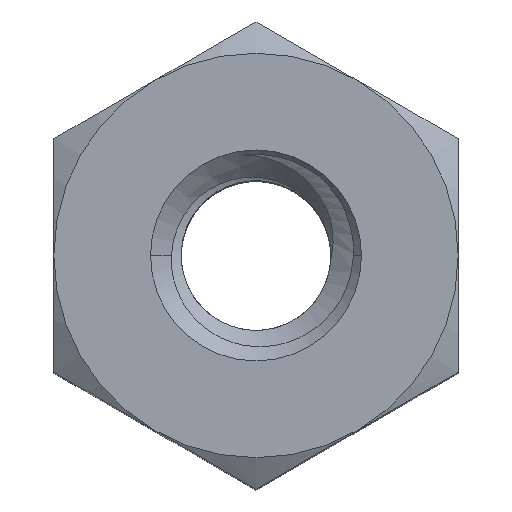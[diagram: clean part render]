
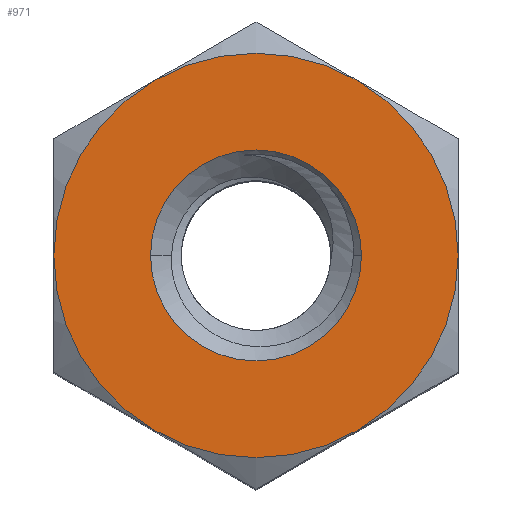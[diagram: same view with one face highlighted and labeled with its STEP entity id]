
A CAD part, top view. The second image highlights one B-rep face of the part: STEP entity #971.
In plain terms, the highlighted planar face has unit normal (0, 0, 1).
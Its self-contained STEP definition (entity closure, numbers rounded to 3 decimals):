
#12 = EDGE_CURVE ( 'NONE', #402, #262, #339, .T. ) ;
#207 = CIRCLE ( 'NONE', #1357, 2. ) ;
#224 = CARTESIAN_POINT ( 'NONE',  ( 1., 1.732, 0. ) ) ;
#262 = VERTEX_POINT ( 'NONE', #224 ) ;
#282 = CARTESIAN_POINT ( 'NONE',  ( 1.043, 0., 0. ) ) ;
#303 = EDGE_LOOP ( 'NONE', ( #932, #3024, #2701, #1844, #1255, #2145 ) ) ;
#339 = CIRCLE ( 'NONE', #2261, 2. ) ;
#344 = CIRCLE ( 'NONE', #1433, 1.043 ) ;
#381 = DIRECTION ( 'NONE',  ( 1., 0., 0. ) ) ;
#402 = VERTEX_POINT ( 'NONE', #1001 ) ;
#439 = CARTESIAN_POINT ( 'NONE',  ( 0., 0., 0. ) ) ;
#511 = DIRECTION ( 'NONE',  ( 0., 0., 1. ) ) ;
#666 = DIRECTION ( 'NONE',  ( 0., 0., 1. ) ) ;
#745 = DIRECTION ( 'NONE',  ( 0., 0., 1. ) ) ;
#759 = EDGE_CURVE ( 'NONE', #3534, #2019, #1056, .T. ) ;
#852 = CARTESIAN_POINT ( 'NONE',  ( 0., 0., 0. ) ) ;
#898 = AXIS2_PLACEMENT_3D ( 'NONE', #852, #2918, #3543 ) ;
#932 = ORIENTED_EDGE ( 'NONE', *, *, #1110, .T. ) ;
#971 = ADVANCED_FACE ( 'NONE', ( #1949, #1624 ), #2836, .T. ) ;
#987 = CARTESIAN_POINT ( 'NONE',  ( -1., -1.732, 0. ) ) ;
#1001 = CARTESIAN_POINT ( 'NONE',  ( 2., 0., 0. ) ) ;
#1024 = CARTESIAN_POINT ( 'NONE',  ( 0., 0., 0. ) ) ;
#1031 = DIRECTION ( 'NONE',  ( 0., 0., 1. ) ) ;
#1056 = CIRCLE ( 'NONE', #898, 1.043 ) ;
#1110 = EDGE_CURVE ( 'NONE', #1446, #402, #207, .T. ) ;
#1171 = CIRCLE ( 'NONE', #1580, 2. ) ;
#1255 = ORIENTED_EDGE ( 'NONE', *, *, #2191, .T. ) ;
#1265 = CARTESIAN_POINT ( 'NONE',  ( -2., 0., 0. ) ) ;
#1333 = AXIS2_PLACEMENT_3D ( 'NONE', #1666, #3712, #1932 ) ;
#1357 = AXIS2_PLACEMENT_3D ( 'NONE', #1024, #3711, #381 ) ;
#1358 = DIRECTION ( 'NONE',  ( 1., 0., 0. ) ) ;
#1379 = EDGE_CURVE ( 'NONE', #262, #2641, #1906, .T. ) ;
#1433 = AXIS2_PLACEMENT_3D ( 'NONE', #3661, #1585, #2161 ) ;
#1446 = VERTEX_POINT ( 'NONE', #3365 ) ;
#1475 = EDGE_CURVE ( 'NONE', #2019, #3534, #344, .T. ) ;
#1518 = DIRECTION ( 'NONE',  ( 0., 0., 1. ) ) ;
#1522 = CARTESIAN_POINT ( 'NONE',  ( -1., 1.732, 0. ) ) ;
#1559 = DIRECTION ( 'NONE',  ( 1., 0., 0. ) ) ;
#1580 = AXIS2_PLACEMENT_3D ( 'NONE', #2314, #511, #2603 ) ;
#1585 = DIRECTION ( 'NONE',  ( 0., 0., 1. ) ) ;
#1624 = FACE_OUTER_BOUND ( 'NONE', #303, .T. ) ;
#1634 = AXIS2_PLACEMENT_3D ( 'NONE', #3739, #1031, #1358 ) ;
#1635 = VERTEX_POINT ( 'NONE', #1265 ) ;
#1666 = CARTESIAN_POINT ( 'NONE',  ( 0., 0., 0. ) ) ;
#1844 = ORIENTED_EDGE ( 'NONE', *, *, #3799, .T. ) ;
#1890 = CARTESIAN_POINT ( 'NONE',  ( 0., 0., 0. ) ) ;
#1906 = CIRCLE ( 'NONE', #3425, 2. ) ;
#1924 = DIRECTION ( 'NONE',  ( 1., 0., 0. ) ) ;
#1932 = DIRECTION ( 'NONE',  ( 1., 0., 0. ) ) ;
#1949 = FACE_BOUND ( 'NONE', #3030, .T. ) ;
#2019 = VERTEX_POINT ( 'NONE', #282 ) ;
#2063 = VERTEX_POINT ( 'NONE', #987 ) ;
#2145 = ORIENTED_EDGE ( 'NONE', *, *, #2922, .T. ) ;
#2161 = DIRECTION ( 'NONE',  ( 1., 0., 0. ) ) ;
#2191 = EDGE_CURVE ( 'NONE', #1635, #2063, #2771, .T. ) ;
#2231 = ORIENTED_EDGE ( 'NONE', *, *, #759, .F. ) ;
#2261 = AXIS2_PLACEMENT_3D ( 'NONE', #439, #745, #1924 ) ;
#2314 = CARTESIAN_POINT ( 'NONE',  ( 0., 0., 0. ) ) ;
#2603 = DIRECTION ( 'NONE',  ( 1., 0., 0. ) ) ;
#2641 = VERTEX_POINT ( 'NONE', #1522 ) ;
#2671 = AXIS2_PLACEMENT_3D ( 'NONE', #1890, #666, #1559 ) ;
#2678 = CARTESIAN_POINT ( 'NONE',  ( 0., 0., 0. ) ) ;
#2693 = DIRECTION ( 'NONE',  ( 1., 0., 0. ) ) ;
#2701 = ORIENTED_EDGE ( 'NONE', *, *, #1379, .T. ) ;
#2771 = CIRCLE ( 'NONE', #1333, 2. ) ;
#2836 = PLANE ( 'NONE',  #1634 ) ;
#2918 = DIRECTION ( 'NONE',  ( 0., 0., 1. ) ) ;
#2922 = EDGE_CURVE ( 'NONE', #2063, #1446, #3875, .T. ) ;
#3024 = ORIENTED_EDGE ( 'NONE', *, *, #12, .T. ) ;
#3030 = EDGE_LOOP ( 'NONE', ( #3165, #2231 ) ) ;
#3165 = ORIENTED_EDGE ( 'NONE', *, *, #1475, .F. ) ;
#3365 = CARTESIAN_POINT ( 'NONE',  ( 1., -1.732, 0. ) ) ;
#3425 = AXIS2_PLACEMENT_3D ( 'NONE', #2678, #1518, #2693 ) ;
#3534 = VERTEX_POINT ( 'NONE', #3660 ) ;
#3543 = DIRECTION ( 'NONE',  ( 1., 0., 0. ) ) ;
#3660 = CARTESIAN_POINT ( 'NONE',  ( -1.043, 0., 0. ) ) ;
#3661 = CARTESIAN_POINT ( 'NONE',  ( 0., 0., 0. ) ) ;
#3711 = DIRECTION ( 'NONE',  ( 0., 0., 1. ) ) ;
#3712 = DIRECTION ( 'NONE',  ( 0., 0., 1. ) ) ;
#3739 = CARTESIAN_POINT ( 'NONE',  ( 0., 0., 0. ) ) ;
#3799 = EDGE_CURVE ( 'NONE', #2641, #1635, #1171, .T. ) ;
#3875 = CIRCLE ( 'NONE', #2671, 2. ) ;
